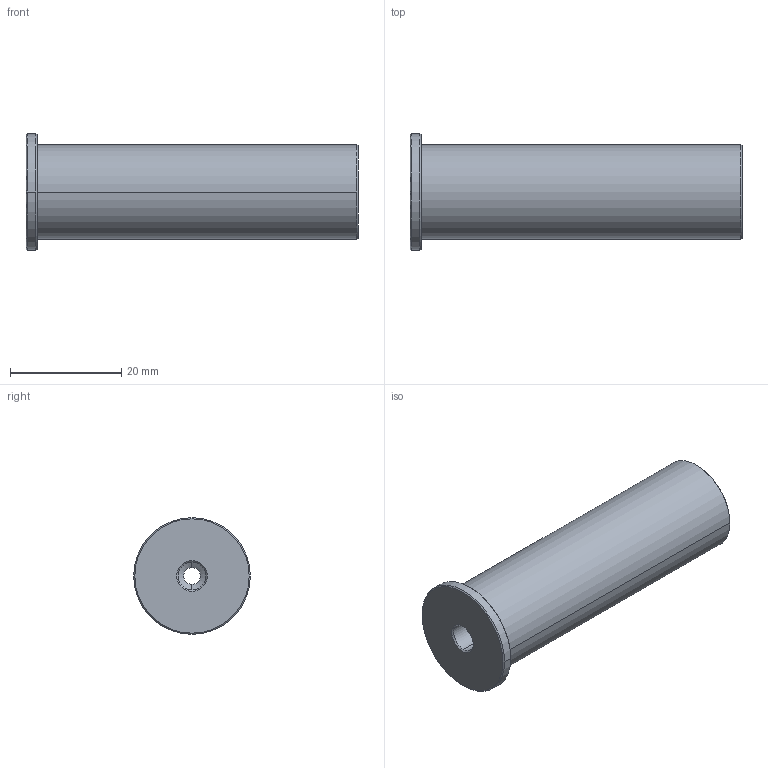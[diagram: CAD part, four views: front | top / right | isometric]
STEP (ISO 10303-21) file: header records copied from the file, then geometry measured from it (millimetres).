
FILE_DESCRIPTION (( 'STEP AP214' ), '1' );
FILE_NAME ('Wobble Shaft.STEP', '2023-07-06T04:52:32', ( '' ), ( '' ), 'SwSTEP 2.0', 'SolidWorks 2021', '' );
FILE_SCHEMA (( 'AUTOMOTIVE_DESIGN' ));
Length unit declared in the file: millimetre
Products named in the file (1): Wobble Shaft
Bounding box: 59.8 x 21 x 21 mm (x, y, z)
Volume: 12691.7 mm3; surface area: 4926.2 mm2
Topology: 1 solids, 1 shells, 51 faces, 116 edges, 64 vertices
Faces by surface type: cone 30, cylinder 18, plane 3
Entity records: 1628 total; most frequent: DIRECTION 272, CARTESIAN_POINT 224, ORIENTED_EDGE 216, AXIS2_PLACEMENT_3D 112, EDGE_CURVE 108, VERTEX_POINT 64, CIRCLE 60, EDGE_LOOP 58
